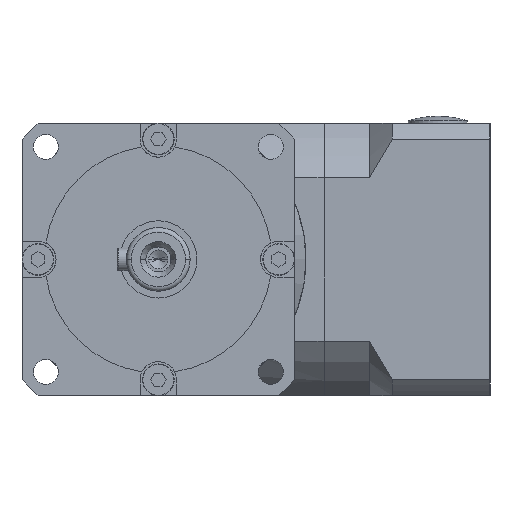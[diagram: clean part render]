
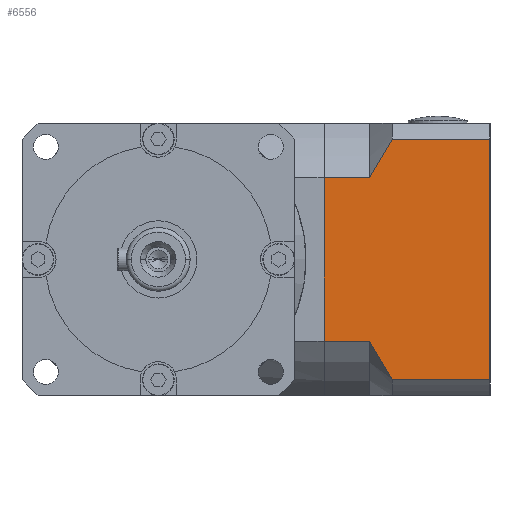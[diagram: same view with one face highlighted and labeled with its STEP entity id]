
A CAD part, left-side view. The second image highlights one B-rep face of the part: STEP entity #6556.
In plain terms, the highlighted planar face has unit normal (-1, 0, 0).
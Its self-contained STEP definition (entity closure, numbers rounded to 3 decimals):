
#120 = VERTEX_POINT ( 'NONE', #13194 ) ;
#132 = CARTESIAN_POINT ( 'NONE',  ( 8., -49.731, 23.724 ) ) ;
#580 = CARTESIAN_POINT ( 'NONE',  ( 8., -73., 26.458 ) ) ;
#805 = EDGE_CURVE ( 'NONE', #9421, #120, #6920, .T. ) ;
#901 = VECTOR ( 'NONE', #3284, 1000. ) ;
#1028 = LINE ( 'NONE', #15392, #11478 ) ;
#1247 = CARTESIAN_POINT ( 'NONE',  ( 8., -46.5, -18.028 ) ) ;
#1934 = DIRECTION ( 'NONE',  ( 0., 0., 1. ) ) ;
#1965 = CARTESIAN_POINT ( 'NONE',  ( 8., -73., -26.458 ) ) ;
#1985 = DIRECTION ( 'NONE',  ( 0., -1., 0. ) ) ;
#2136 = VERTEX_POINT ( 'NONE', #14711 ) ;
#2256 = CARTESIAN_POINT ( 'NONE',  ( 8., -51.5, 26.458 ) ) ;
#2273 = CARTESIAN_POINT ( 'NONE',  ( 8., -48.054, -20.915 ) ) ;
#2380 = CARTESIAN_POINT ( 'NONE',  ( 8., -50.601, -25.098 ) ) ;
#2505 = EDGE_CURVE ( 'NONE', #120, #3161, #8450, .T. ) ;
#2574 = AXIS2_PLACEMENT_3D ( 'NONE', #13712, #6260, #14963 ) ;
#2758 = VECTOR ( 'NONE', #1985, 1000. ) ;
#3161 = VERTEX_POINT ( 'NONE', #9586 ) ;
#3284 = DIRECTION ( 'NONE',  ( 0., -1., 0. ) ) ;
#3854 = EDGE_CURVE ( 'NONE', #2136, #6407, #15590, .T. ) ;
#3942 = CARTESIAN_POINT ( 'NONE',  ( 8., -51.5, -26.458 ) ) ;
#4230 = CARTESIAN_POINT ( 'NONE',  ( 8., -73., -25. ) ) ;
#4992 = DIRECTION ( 'NONE',  ( 0., 1., 0. ) ) ;
#5252 = EDGE_CURVE ( 'NONE', #3161, #2136, #13448, .T. ) ;
#5674 = CARTESIAN_POINT ( 'NONE',  ( 8., -73., 26.458 ) ) ;
#6260 = DIRECTION ( 'NONE',  ( 1., 0., 0. ) ) ;
#6335 = ORIENTED_EDGE ( 'NONE', *, *, #7156, .F. ) ;
#6407 = VERTEX_POINT ( 'NONE', #2256 ) ;
#6443 = CARTESIAN_POINT ( 'NONE',  ( 8., -51.5, 26.458 ) ) ;
#6556 = ADVANCED_FACE ( 'NONE', ( #6587 ), #13658, .F. ) ;
#6587 = FACE_OUTER_BOUND ( 'NONE', #13705, .T. ) ;
#6644 = ORIENTED_EDGE ( 'NONE', *, *, #8365, .F. ) ;
#6893 = VECTOR ( 'NONE', #1934, 1000. ) ;
#6920 = LINE ( 'NONE', #15034, #7323 ) ;
#7156 = EDGE_CURVE ( 'NONE', #7780, #15304, #11813, .T. ) ;
#7323 = VECTOR ( 'NONE', #4992, 1000. ) ;
#7780 = VERTEX_POINT ( 'NONE', #580 ) ;
#8365 = EDGE_CURVE ( 'NONE', #13218, #9421, #12371, .T. ) ;
#8431 = CARTESIAN_POINT ( 'NONE',  ( 8., -49.728, -23.72 ) ) ;
#8450 = LINE ( 'NONE', #13046, #6893 ) ;
#8711 = VECTOR ( 'NONE', #14179, 1000. ) ;
#8981 = CARTESIAN_POINT ( 'NONE',  ( 8., -50.602, 25.101 ) ) ;
#9183 = DIRECTION ( 'NONE',  ( 0., 1., 0. ) ) ;
#9252 = EDGE_CURVE ( 'NONE', #6407, #7780, #14516, .T. ) ;
#9316 = ORIENTED_EDGE ( 'NONE', *, *, #2505, .F. ) ;
#9368 = ORIENTED_EDGE ( 'NONE', *, *, #9252, .F. ) ;
#9391 = CARTESIAN_POINT ( 'NONE',  ( 8., -73., 18.028 ) ) ;
#9421 = VERTEX_POINT ( 'NONE', #1247 ) ;
#9586 = CARTESIAN_POINT ( 'NONE',  ( 8., -36.5, 18.028 ) ) ;
#9846 = CARTESIAN_POINT ( 'NONE',  ( 8., -47.251, -19.486 ) ) ;
#11008 = CARTESIAN_POINT ( 'NONE',  ( 8., -47.254, 19.492 ) ) ;
#11478 = VECTOR ( 'NONE', #9183, 1000. ) ;
#11760 = EDGE_CURVE ( 'NONE', #15304, #13218, #1028, .T. ) ;
#11813 = LINE ( 'NONE', #4230, #8711 ) ;
#12208 = ORIENTED_EDGE ( 'NONE', *, *, #11760, .F. ) ;
#12371 = B_SPLINE_CURVE_WITH_KNOTS ( 'NONE', 3,
 ( #16011, #2380, #8431, #2273, #9846, #13399 ),
 .UNSPECIFIED., .F., .F.,
 ( 4, 2, 4 ),
 ( 0.047, 0.052, 0.057 ),
 .UNSPECIFIED. ) ;
#13046 = CARTESIAN_POINT ( 'NONE',  ( 8., -36.5, -28.686 ) ) ;
#13194 = CARTESIAN_POINT ( 'NONE',  ( 8., -36.5, -18.028 ) ) ;
#13218 = VERTEX_POINT ( 'NONE', #3942 ) ;
#13399 = CARTESIAN_POINT ( 'NONE',  ( 8., -46.5, -18.028 ) ) ;
#13448 = LINE ( 'NONE', #9391, #2758 ) ;
#13658 = PLANE ( 'NONE',  #2574 ) ;
#13705 = EDGE_LOOP ( 'NONE', ( #13930, #15613, #9316, #15687, #6644, #12208, #6335, #9368 ) ) ;
#13712 = CARTESIAN_POINT ( 'NONE',  ( 8., -36.5, -28.686 ) ) ;
#13930 = ORIENTED_EDGE ( 'NONE', *, *, #3854, .F. ) ;
#14179 = DIRECTION ( 'NONE',  ( 0., 0., -1. ) ) ;
#14516 = LINE ( 'NONE', #5674, #901 ) ;
#14711 = CARTESIAN_POINT ( 'NONE',  ( 8., -46.5, 18.028 ) ) ;
#14963 = DIRECTION ( 'NONE',  ( 0., 0., -1. ) ) ;
#15034 = CARTESIAN_POINT ( 'NONE',  ( 8., -73., -18.028 ) ) ;
#15053 = CARTESIAN_POINT ( 'NONE',  ( 8., -48.057, 20.92 ) ) ;
#15304 = VERTEX_POINT ( 'NONE', #1965 ) ;
#15392 = CARTESIAN_POINT ( 'NONE',  ( 8., -73., -26.458 ) ) ;
#15590 = B_SPLINE_CURVE_WITH_KNOTS ( 'NONE', 3,
 ( #15986, #11008, #15053, #132, #8981, #6443 ),
 .UNSPECIFIED., .F., .F.,
 ( 4, 2, 4 ),
 ( 0.095, 0.1, 0.105 ),
 .UNSPECIFIED. ) ;
#15613 = ORIENTED_EDGE ( 'NONE', *, *, #5252, .F. ) ;
#15687 = ORIENTED_EDGE ( 'NONE', *, *, #805, .F. ) ;
#15986 = CARTESIAN_POINT ( 'NONE',  ( 8., -46.5, 18.028 ) ) ;
#16011 = CARTESIAN_POINT ( 'NONE',  ( 8., -51.5, -26.458 ) ) ;
